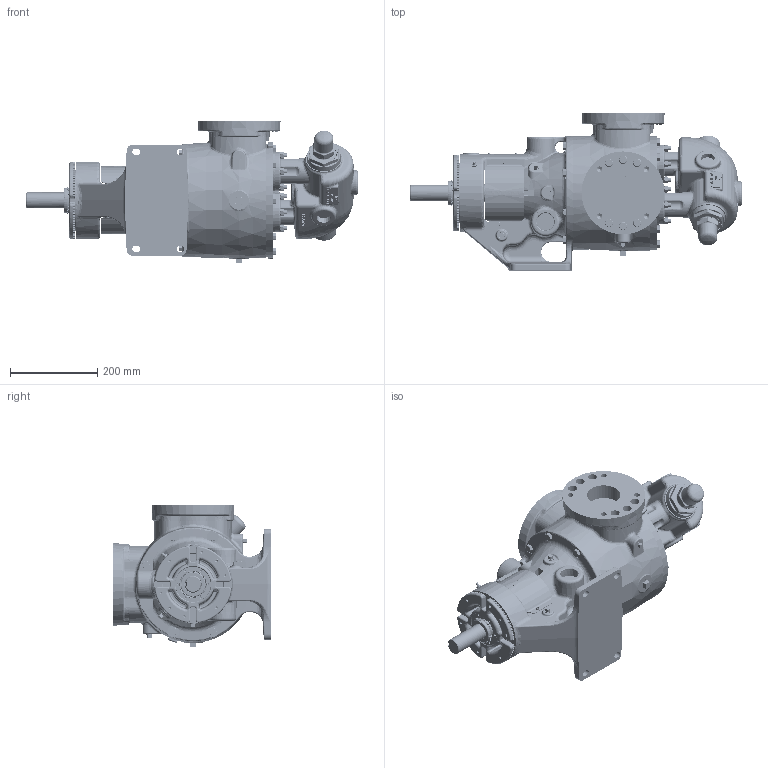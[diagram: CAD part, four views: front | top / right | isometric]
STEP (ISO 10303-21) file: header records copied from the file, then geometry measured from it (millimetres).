
FILE_DESCRIPTION (( 'STEP AP214' ), '1' );
FILE_NAME ('LV-4820.step', '2025-12-05T05:03:07', ( '' ), ( '' ), 'SwSTEP 2.0', 'SolidWorks 2024', '' );
FILE_SCHEMA (( 'AUTOMOTIVE_DESIGN' ));
Products named in the file (1): LV-4820
Bounding box: 761.85 x 360.36 x 326.71 mm (x, y, z)
Volume: 23005048.2 mm3; surface area: 1084543.3 mm2
Topology: 1 solids, 1 shells, 6411 faces, 16093 edges, 9881 vertices
Faces by surface type: bspline 2224, plane 1925, cylinder 1025, cone 878, torus 251, sphere 108
Entity records: 320030 total; most frequent: CARTESIAN_POINT 185862, ORIENTED_EDGE 31856, DIRECTION 21899, EDGE_CURVE 15928, VERTEX_POINT 9878, AXIS2_PLACEMENT_3D 8223, EDGE_LOOP 6794, ADVANCED_FACE 6411
